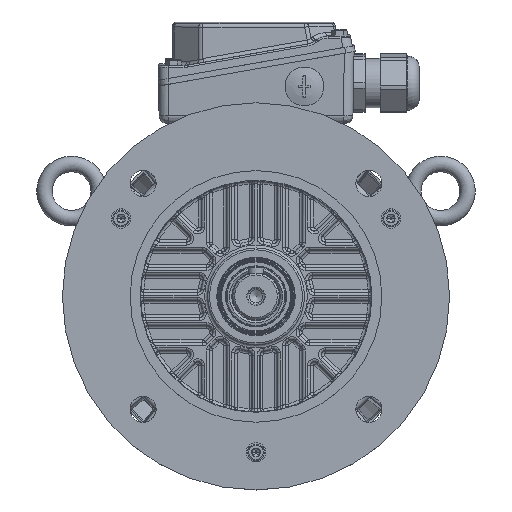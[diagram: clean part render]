
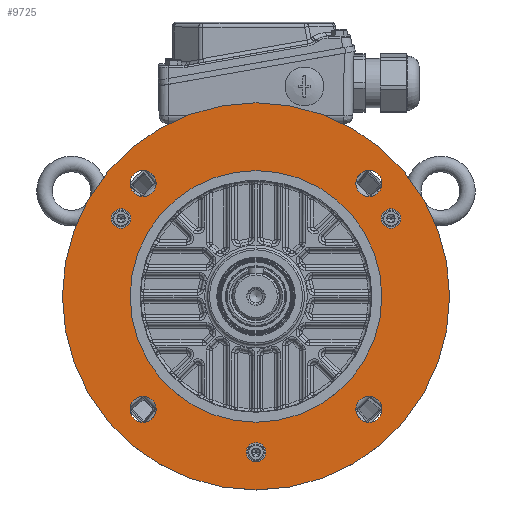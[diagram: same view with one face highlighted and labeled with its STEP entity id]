
A CAD part, top view. The second image highlights one B-rep face of the part: STEP entity #9725.
In plain terms, the highlighted planar face has unit normal (0, 0, 1).
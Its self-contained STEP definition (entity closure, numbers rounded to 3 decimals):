
#2303=FACE_BOUND('',#16648,.T.);
#2304=FACE_BOUND('',#16649,.T.);
#2305=FACE_BOUND('',#16650,.T.);
#2306=FACE_BOUND('',#16651,.T.);
#2307=FACE_BOUND('',#16652,.T.);
#2308=FACE_BOUND('',#16653,.T.);
#2309=FACE_BOUND('',#16654,.T.);
#2310=FACE_BOUND('',#16655,.T.);
#2311=FACE_BOUND('',#16656,.T.);
#9725=ADVANCED_FACE('',(#2303,#2304,#2305,#2306,#2307,#2308,#2309,#2310,
#2311),#10701,.T.);
#10701=PLANE('',#60486);
#16648=EDGE_LOOP('',(#33654));
#16649=EDGE_LOOP('',(#33655));
#16650=EDGE_LOOP('',(#33656));
#16651=EDGE_LOOP('',(#33657));
#16652=EDGE_LOOP('',(#33658));
#16653=EDGE_LOOP('',(#33659));
#16654=EDGE_LOOP('',(#33660));
#16655=EDGE_LOOP('',(#33661));
#16656=EDGE_LOOP('',(#33662));
#19618=CIRCLE('',#60456,65.);
#19620=CIRCLE('',#60459,100.);
#19634=CIRCLE('',#60479,6.75);
#19635=CIRCLE('',#60480,6.75);
#19636=CIRCLE('',#60481,6.75);
#19637=CIRCLE('',#60482,6.75);
#19638=CIRCLE('',#60483,5.);
#19639=CIRCLE('',#60484,5.);
#19640=CIRCLE('',#60485,5.);
#33654=ORIENTED_EDGE('',*,*,#48828,.T.);
#33655=ORIENTED_EDGE('',*,*,#48829,.T.);
#33656=ORIENTED_EDGE('',*,*,#48830,.F.);
#33657=ORIENTED_EDGE('',*,*,#48831,.F.);
#33658=ORIENTED_EDGE('',*,*,#48832,.T.);
#33659=ORIENTED_EDGE('',*,*,#48833,.T.);
#33660=ORIENTED_EDGE('',*,*,#48834,.T.);
#33661=ORIENTED_EDGE('',*,*,#48812,.F.);
#33662=ORIENTED_EDGE('',*,*,#48810,.T.);
#40134=VERTEX_POINT('',#126566);
#40136=VERTEX_POINT('',#126571);
#40149=VERTEX_POINT('',#126624);
#40150=VERTEX_POINT('',#126626);
#40151=VERTEX_POINT('',#126628);
#40152=VERTEX_POINT('',#126630);
#40153=VERTEX_POINT('',#126632);
#40154=VERTEX_POINT('',#126634);
#40155=VERTEX_POINT('',#126636);
#48810=EDGE_CURVE('',#40134,#40134,#19618,.T.);
#48812=EDGE_CURVE('',#40136,#40136,#19620,.T.);
#48828=EDGE_CURVE('',#40149,#40149,#19634,.T.);
#48829=EDGE_CURVE('',#40150,#40150,#19635,.T.);
#48830=EDGE_CURVE('',#40151,#40151,#19636,.T.);
#48831=EDGE_CURVE('',#40152,#40152,#19637,.T.);
#48832=EDGE_CURVE('',#40153,#40153,#19638,.T.);
#48833=EDGE_CURVE('',#40154,#40154,#19639,.T.);
#48834=EDGE_CURVE('',#40155,#40155,#19640,.T.);
#60456=AXIS2_PLACEMENT_3D('',#126565,#74199,#74200);
#60459=AXIS2_PLACEMENT_3D('',#126570,#74205,#74206);
#60479=AXIS2_PLACEMENT_3D('',#126623,#74245,#74246);
#60480=AXIS2_PLACEMENT_3D('',#126625,#74247,#74248);
#60481=AXIS2_PLACEMENT_3D('',#126627,#74249,#74250);
#60482=AXIS2_PLACEMENT_3D('',#126629,#74251,#74252);
#60483=AXIS2_PLACEMENT_3D('',#126631,#74253,#74254);
#60484=AXIS2_PLACEMENT_3D('',#126633,#74255,#74256);
#60485=AXIS2_PLACEMENT_3D('',#126635,#74257,#74258);
#60486=AXIS2_PLACEMENT_3D('',#126637,#74259,#74260);
#74199=DIRECTION('',(0.,0.,-1.));
#74200=DIRECTION('',(0.,1.,0.));
#74205=DIRECTION('',(0.,0.,-1.));
#74206=DIRECTION('',(1.,0.,0.));
#74245=DIRECTION('',(0.,0.,-1.));
#74246=DIRECTION('',(1.,0.,0.));
#74247=DIRECTION('',(0.,0.,-1.));
#74248=DIRECTION('',(1.,0.,0.));
#74249=DIRECTION('',(0.,0.,1.));
#74250=DIRECTION('',(1.,0.,0.));
#74251=DIRECTION('',(0.,0.,1.));
#74252=DIRECTION('',(1.,0.,0.));
#74253=DIRECTION('',(0.,0.,-1.));
#74254=DIRECTION('',(-1.,0.,0.));
#74255=DIRECTION('',(0.,0.,-1.));
#74256=DIRECTION('',(-1.,0.,0.));
#74257=DIRECTION('',(0.,0.,-1.));
#74258=DIRECTION('',(-1.,0.,0.));
#74259=DIRECTION('',(0.,0.,1.));
#74260=DIRECTION('',(1.,0.,0.));
#126565=CARTESIAN_POINT('',(-20.194,-20.194,41.4));
#126566=CARTESIAN_POINT('',(-20.194,44.806,41.4));
#126570=CARTESIAN_POINT('',(-20.194,-20.194,41.4));
#126571=CARTESIAN_POINT('',(79.806,-20.194,41.4));
#126623=CARTESIAN_POINT('',(-78.53,38.142,41.4));
#126624=CARTESIAN_POINT('',(-71.78,38.142,41.4));
#126625=CARTESIAN_POINT('',(38.142,-78.53,41.4));
#126626=CARTESIAN_POINT('',(44.892,-78.53,41.4));
#126627=CARTESIAN_POINT('',(-78.53,-78.53,41.4));
#126628=CARTESIAN_POINT('',(-71.78,-78.53,41.4));
#126629=CARTESIAN_POINT('',(38.142,38.142,41.4));
#126630=CARTESIAN_POINT('',(44.892,38.142,41.4));
#126631=CARTESIAN_POINT('',(-20.194,-100.694,41.4));
#126632=CARTESIAN_POINT('',(-25.194,-100.694,41.4));
#126633=CARTESIAN_POINT('',(-89.909,20.056,41.4));
#126634=CARTESIAN_POINT('',(-94.909,20.056,41.4));
#126635=CARTESIAN_POINT('',(49.521,20.056,41.4));
#126636=CARTESIAN_POINT('',(44.521,20.056,41.4));
#126637=CARTESIAN_POINT('',(-20.194,-20.194,41.4));
